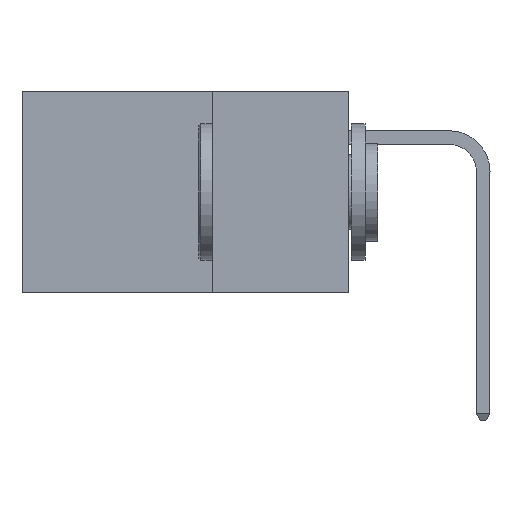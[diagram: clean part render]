
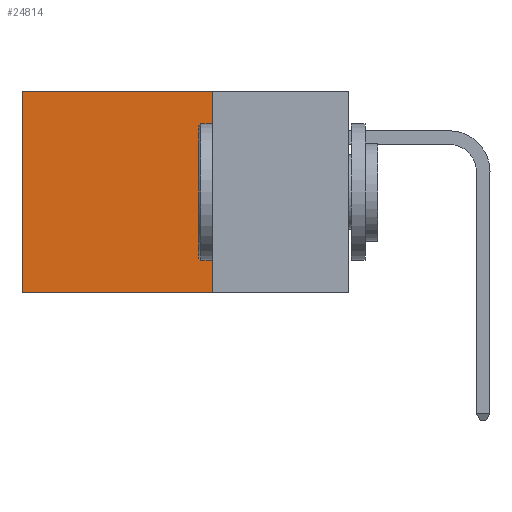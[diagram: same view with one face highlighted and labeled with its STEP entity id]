
A CAD part, left-side view. The second image highlights one B-rep face of the part: STEP entity #24814.
In plain terms, the highlighted planar face has unit normal (-1, 0, 0).
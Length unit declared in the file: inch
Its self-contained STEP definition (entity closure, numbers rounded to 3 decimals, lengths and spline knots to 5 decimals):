
#139 = VECTOR ( 'NONE', #16325, 39.37008 ) ;
#3885 = ORIENTED_EDGE ( 'NONE', *, *, #8184, .F. ) ;
#3912 = EDGE_CURVE ( 'NONE', #6832, #10913, #21610, .T. ) ;
#3999 = VERTEX_POINT ( 'NONE', #23343 ) ;
#6832 = VERTEX_POINT ( 'NONE', #21712 ) ;
#7440 = VERTEX_POINT ( 'NONE', #21479 ) ;
#7767 = CARTESIAN_POINT ( 'NONE',  ( 0.2875, 0.25, -0.37 ) ) ;
#8184 = EDGE_CURVE ( 'NONE', #7440, #6832, #31194, .T. ) ;
#8216 = DIRECTION ( 'NONE',  ( 0., 0., -1. ) ) ;
#9382 = CARTESIAN_POINT ( 'NONE',  ( 0.2875, 0.25, 0. ) ) ;
#10913 = VERTEX_POINT ( 'NONE', #28969 ) ;
#12549 = VECTOR ( 'NONE', #22949, 39.37008 ) ;
#13586 = VECTOR ( 'NONE', #30412, 39.37008 ) ;
#15812 = CARTESIAN_POINT ( 'NONE',  ( 0.2875, 0.25, 0. ) ) ;
#16325 = DIRECTION ( 'NONE',  ( 0., 0., -1. ) ) ;
#16430 = LINE ( 'NONE', #31178, #139 ) ;
#17820 = EDGE_LOOP ( 'NONE', ( #35278, #30183, #3885, #20267 ) ) ;
#18671 = AXIS2_PLACEMENT_3D ( 'NONE', #20376, #26344, #8216 ) ;
#20267 = ORIENTED_EDGE ( 'NONE', *, *, #29884, .T. ) ;
#20376 = CARTESIAN_POINT ( 'NONE',  ( 0.2875, 0.25, 0. ) ) ;
#21479 = CARTESIAN_POINT ( 'NONE',  ( 0.2875, 0.25, 0. ) ) ;
#21610 = LINE ( 'NONE', #7767, #12549 ) ;
#21712 = CARTESIAN_POINT ( 'NONE',  ( 0.2875, 0.25, -0.37 ) ) ;
#22949 = DIRECTION ( 'NONE',  ( 0., 1., 0. ) ) ;
#23343 = CARTESIAN_POINT ( 'NONE',  ( 0.2875, 0.6, 0. ) ) ;
#23390 = PLANE ( 'NONE',  #18671 ) ;
#24814 = ADVANCED_FACE ( 'NONE', ( #33286 ), #23390, .F. ) ;
#26344 = DIRECTION ( 'NONE',  ( 1., 0., 0. ) ) ;
#28969 = CARTESIAN_POINT ( 'NONE',  ( 0.2875, 0.6, -0.37 ) ) ;
#29392 = VECTOR ( 'NONE', #36585, 39.37008 ) ;
#29884 = EDGE_CURVE ( 'NONE', #7440, #3999, #37340, .T. ) ;
#30183 = ORIENTED_EDGE ( 'NONE', *, *, #3912, .F. ) ;
#30412 = DIRECTION ( 'NONE',  ( 0., 1., 0. ) ) ;
#30874 = EDGE_CURVE ( 'NONE', #3999, #10913, #16430, .T. ) ;
#31178 = CARTESIAN_POINT ( 'NONE',  ( 0.2875, 0.6, 0. ) ) ;
#31194 = LINE ( 'NONE', #15812, #29392 ) ;
#33286 = FACE_OUTER_BOUND ( 'NONE', #17820, .T. ) ;
#35278 = ORIENTED_EDGE ( 'NONE', *, *, #30874, .T. ) ;
#36585 = DIRECTION ( 'NONE',  ( 0., 0., -1. ) ) ;
#37340 = LINE ( 'NONE', #9382, #13586 ) ;
